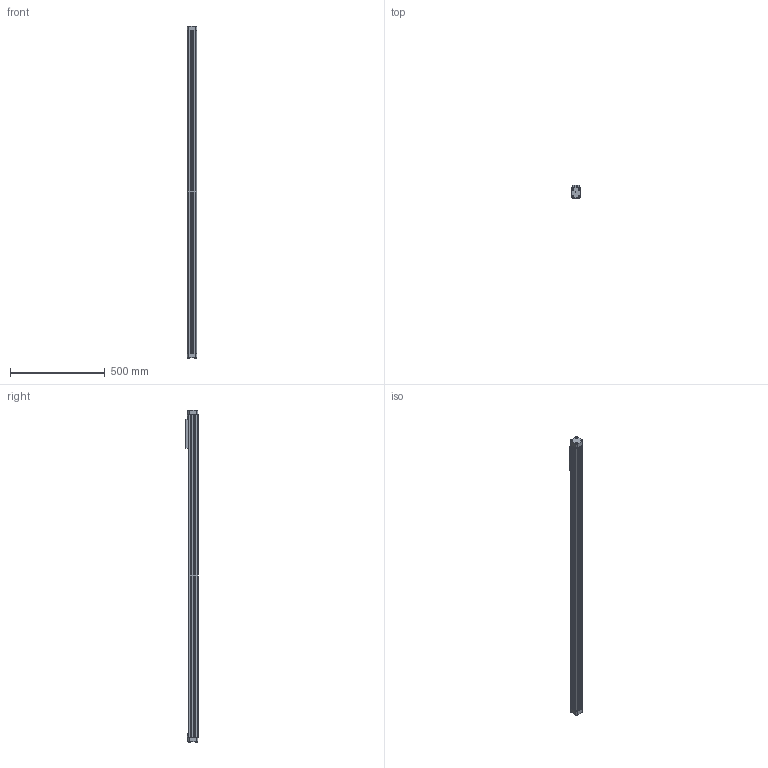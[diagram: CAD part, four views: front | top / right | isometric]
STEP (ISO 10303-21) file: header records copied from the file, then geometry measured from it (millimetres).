
FILE_DESCRIPTION( ( 'STEP AP214' ), ' ' );
FILE_NAME( 'OSPP320000001500000000000_2018-06-15_12-14-58.stp', '2018-06-15T10:17:09', ( '' ), ( '' ), ' ', 'PARTsolutions', ' ' );
FILE_SCHEMA( ( 'AUTOMOTIVE_DESIGN { 1 0 10303 214 1 1 1 1 }' ) );
Length unit declared in the file: millimetre
Products named in the file (5): OSPP320000001500000000000; _OSPP320000001500000000000_d; _PO-OSPP32 000001500000000000 (DL=front,DR=front POS = 0) Zylinder(0,0,0,0,0,0,0000)0; _PO-OSP-P32-00000-01500   (0,0,0) Cylinder piston; _13039FIL1699
Assembly tree (4 placements, depth 2):
  OSPP320000001500000000000
    _OSPP320000001500000000000_d
    _PO-OSPP32 000001500000000000 (DL=front,DR=front POS = 0) Zylinder(0,0,0,0,0,0,0000)0
    _PO-OSP-P32-00000-01500   (0,0,0) Cylinder piston
    _13039FIL1699
Bounding box: 52 x 66.49 x 1750.8 mm (x, y, z)
Volume: 2835206.6 mm3; surface area: 680776.3 mm2
Topology: 3 solids, 4 shells, 191 faces, 501 edges, 329 vertices
Faces by surface type: plane 123, cylinder 44, cone 24
Full cylindrical faces by diameter (mm): 4.917 x12, 5 x2, 10 x8, 11.445 x2, 32 x1
Entity records: 7008 total; most frequent: CARTESIAN_POINT 935, DIRECTION 918, ORIENTED_EDGE 848, EDGE_CURVE 424, LINE 322, VECTOR 322, VERTEX_POINT 314, AXIS2_PLACEMENT_3D 298
